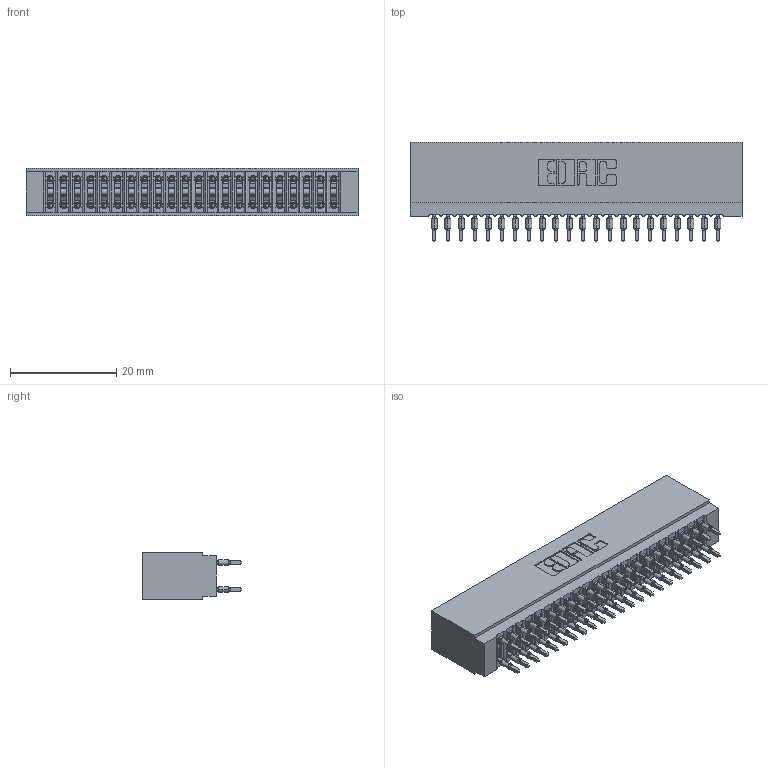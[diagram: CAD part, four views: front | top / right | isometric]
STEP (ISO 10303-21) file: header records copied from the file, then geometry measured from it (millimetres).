
FILE_DESCRIPTION (( 'STEP AP203' ), '1' );
FILE_NAME ('725-044-560-201.STEP', '2026-02-24T17:39:30', ( '' ), ( '' ), 'SwSTEP 2.0', 'SolidWorks 2023', '' );
FILE_SCHEMA (( 'CONFIG_CONTROL_DESIGN' ));
Length unit declared in the file: millimetre
Products named in the file (3): 725 Part_Insulator Option - 01; 745-292-001_560; 725-044-560-201
Assembly tree (45 placements, depth 2):
  725-044-560-201
    725 Part_Insulator Option - 01
    745-292-001_560  x44
Bounding box: 62.48 x 18.8 x 8.89 mm (x, y, z)
Volume: 5218.4 mm3; surface area: 11287.8 mm2
Topology: 45 solids, 45 shells, 4429 faces, 12112 edges, 7692 vertices
Faces by surface type: plane 2299, cylinder 986, bspline 880, torus 264
Entity records: 40055 total; most frequent: CARTESIAN_POINT 7457, ORIENTED_EDGE 6852, DIRECTION 6010, EDGE_CURVE 3426, VECTOR 3104, LINE 3104, VERTEX_POINT 2188, AXIS2_PLACEMENT_3D 1453
